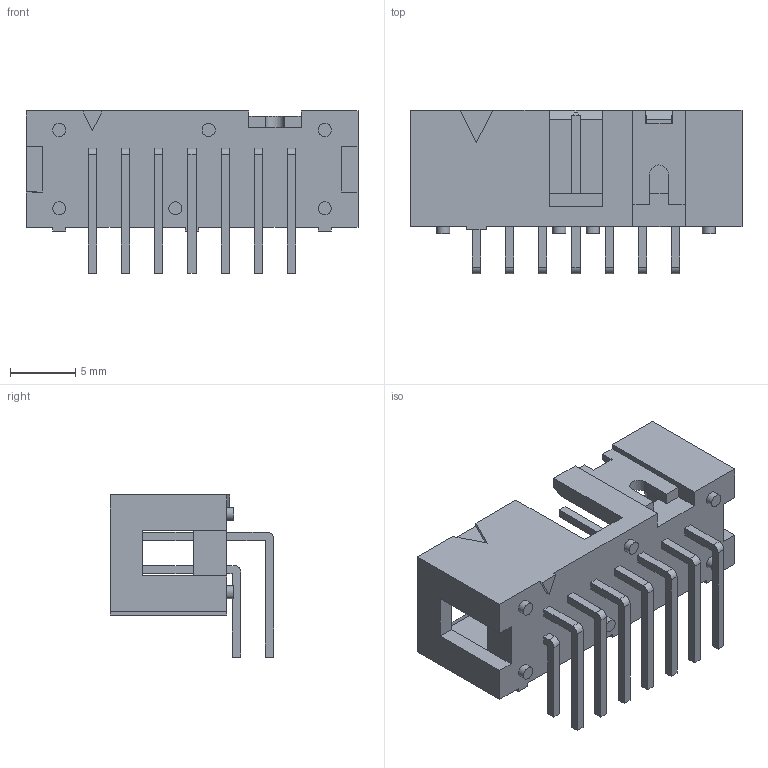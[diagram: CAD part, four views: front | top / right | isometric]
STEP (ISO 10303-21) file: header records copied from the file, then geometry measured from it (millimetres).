
FILE_DESCRIPTION((' '),'2;1');
FILE_NAME( '09185146323.stp', '2022-09-02T09:18:48', (' '), ('--- Datakit www.datakit.com---'), ' Datakit CrossCadWare V2022.3 Jun 15 2022', 'DATAKIT 2022 (c)', ' ');
FILE_SCHEMA(('AP242_MANAGED_MODEL_BASED_3D_ENGINEERING_MIM_LF { 1 0 10303 442 1 1 4 }'));
Length unit declared in the file: millimetre
Products named in the file (1): 09185146323
Bounding box: 25.4 x 12.52 x 12.4 mm (x, y, z)
Volume: 1064.3 mm3; surface area: 1968.3 mm2
Topology: 1 solids, 1 shells, 312 faces, 780 edges, 498 vertices
Faces by surface type: plane 291, cylinder 21
Full cylindrical faces by diameter (mm): 1 x6
Entity records: 9393 total; most frequent: CARTESIAN_POINT 1585, ORIENTED_EDGE 1548, DIRECTION 1442, EDGE_CURVE 774, VECTOR 732, LINE 732, VERTEX_POINT 498, AXIS2_PLACEMENT_3D 355
